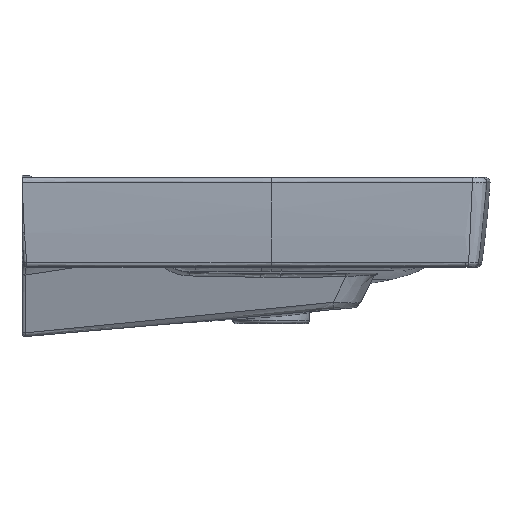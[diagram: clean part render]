
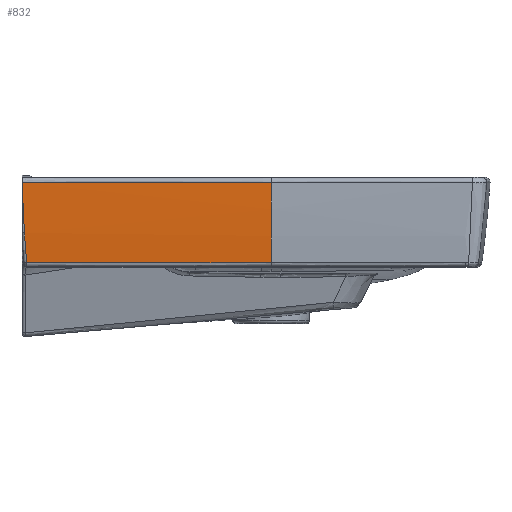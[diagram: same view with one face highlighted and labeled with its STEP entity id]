
A CAD part, left-side view. The second image highlights one B-rep face of the part: STEP entity #832.
In plain terms, the highlighted face is a revolution surface.
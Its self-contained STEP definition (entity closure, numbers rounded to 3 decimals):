
#55=SURFACE_OF_REVOLUTION('',#441,#59);
#59=AXIS1_PLACEMENT('',#28519,#6431);
#410=CIRCLE('',#6016,1020.75);
#441=CIRCLE('',#6058,1020.75);
#832=ADVANCED_FACE('',(#1310),#55,.T.);
#1310=FACE_OUTER_BOUND('',#1699,.T.);
#1699=EDGE_LOOP('',(#3055,#3056,#3057,#3058,#3059));
#1945=(
BOUNDED_CURVE()
B_SPLINE_CURVE(3,(#26283,#26284,#26285,#26286),.UNSPECIFIED.,.F.,.F.)
B_SPLINE_CURVE_WITH_KNOTS((4,4),(0.,1.),.UNSPECIFIED.)
CURVE()
GEOMETRIC_REPRESENTATION_ITEM()
RATIONAL_B_SPLINE_CURVE((1.,1.,1.,1.))
REPRESENTATION_ITEM('')
);
#1964=(
BOUNDED_CURVE()
B_SPLINE_CURVE(3,(#28509,#28510,#28511,#28512),.UNSPECIFIED.,.F.,.F.)
B_SPLINE_CURVE_WITH_KNOTS((4,4),(0.,1.),.UNSPECIFIED.)
CURVE()
GEOMETRIC_REPRESENTATION_ITEM()
RATIONAL_B_SPLINE_CURVE((1.,1.,1.,1.))
REPRESENTATION_ITEM('')
);
#1965=(
BOUNDED_CURVE()
B_SPLINE_CURVE(3,(#28514,#28515,#28516,#28517),.UNSPECIFIED.,.F.,.F.)
B_SPLINE_CURVE_WITH_KNOTS((4,4),(0.,1.),.UNSPECIFIED.)
CURVE()
GEOMETRIC_REPRESENTATION_ITEM()
RATIONAL_B_SPLINE_CURVE((1.,1.,1.,
1.))
REPRESENTATION_ITEM('')
);
#3055=ORIENTED_EDGE('',*,*,#4861,.T.);
#3056=ORIENTED_EDGE('',*,*,#4863,.T.);
#3057=ORIENTED_EDGE('',*,*,#4985,.F.);
#3058=ORIENTED_EDGE('',*,*,#4986,.F.);
#3059=ORIENTED_EDGE('',*,*,#4984,.T.);
#4069=VERTEX_POINT('',#24119);
#4149=VERTEX_POINT('',#26287);
#4150=VERTEX_POINT('',#26307);
#4216=VERTEX_POINT('',#28460);
#4217=VERTEX_POINT('',#28513);
#4861=EDGE_CURVE('',#4149,#4069,#1945,.T.);
#4863=EDGE_CURVE('',#4069,#4150,#410,.T.);
#4984=EDGE_CURVE('',#4216,#4149,#5708,.T.);
#4985=EDGE_CURVE('',#4217,#4150,#1964,.T.);
#4986=EDGE_CURVE('',#4216,#4217,#1965,.T.);
#5708=B_SPLINE_CURVE_WITH_KNOTS('',3,(#28474,#28475,#28476,#28477,#28478,
#28479,#28480,#28481,#28482,#28483,#28484),.UNSPECIFIED.,.F.,.F.,(4,2,1,
2,2,4),(0.,0.25,0.375,0.438,0.5,1.),.UNSPECIFIED.);
#6016=AXIS2_PLACEMENT_3D('',#26306,#6339,#6340);
#6058=AXIS2_PLACEMENT_3D('',#28518,#6429,#6430);
#6339=DIRECTION('',(0.,1.,0.));
#6340=DIRECTION('',(1.,0.,0.));
#6429=DIRECTION('',(0.,-1.,0.));
#6430=DIRECTION('',(1.,0.,0.));
#6431=DIRECTION('',(0.,0.,-1.));
#24119=CARTESIAN_POINT('',(-395.432,-250.,-85.475));
#26283=CARTESIAN_POINT('',(-393.521,-4.7,-85.475));
#26284=CARTESIAN_POINT('',(-394.896,-86.459,-85.475));
#26285=CARTESIAN_POINT('',(-395.533,-168.229,-85.475));
#26286=CARTESIAN_POINT('',(-395.432,-250.,-85.475));
#26287=CARTESIAN_POINT('',(-393.521,-4.7,-85.475));
#26306=CARTESIAN_POINT('',(620.695,-250.,11.566));
#26307=CARTESIAN_POINT('',(-399.919,-250.,-5.082));
#28460=CARTESIAN_POINT('',(-395.886,-2.408,-55.718));
#28474=CARTESIAN_POINT('',(-395.886,-2.408,-55.718));
#28475=CARTESIAN_POINT('',(-395.731,-2.504,-58.088));
#28476=CARTESIAN_POINT('',(-395.565,-2.626,-60.517));
#28477=CARTESIAN_POINT('',(-395.295,-2.851,-64.246));
#28478=CARTESIAN_POINT('',(-395.156,-2.973,-66.133));
#28479=CARTESIAN_POINT('',(-395.008,-3.11,-68.052));
#28480=CARTESIAN_POINT('',(-394.909,-3.205,-69.338));
#28481=CARTESIAN_POINT('',(-394.855,-3.257,-70.02));
#28482=CARTESIAN_POINT('',(-394.414,-3.689,-75.563));
#28483=CARTESIAN_POINT('',(-393.987,-4.154,-80.51));
#28484=CARTESIAN_POINT('',(-393.521,-4.7,-85.475));
#28509=CARTESIAN_POINT('',(-397.93,0.,-5.082));
#28510=CARTESIAN_POINT('',(-399.359,-83.327,-5.082));
#28511=CARTESIAN_POINT('',(-400.022,-166.661,-5.082));
#28512=CARTESIAN_POINT('',(-399.919,-250.,-5.082));
#28513=CARTESIAN_POINT('',(-397.93,0.,-5.082));
#28514=CARTESIAN_POINT('',(-395.886,-2.408,-55.718));
#28515=CARTESIAN_POINT('',(-396.989,-1.844,-38.877));
#28516=CARTESIAN_POINT('',(-397.67,-0.923,-21.97));
#28517=CARTESIAN_POINT('',(-397.93,0.,-5.082));
#28518=CARTESIAN_POINT('',(620.695,-250.,11.566));
#28519=CARTESIAN_POINT('',(13202.391,-233.25,0.));
